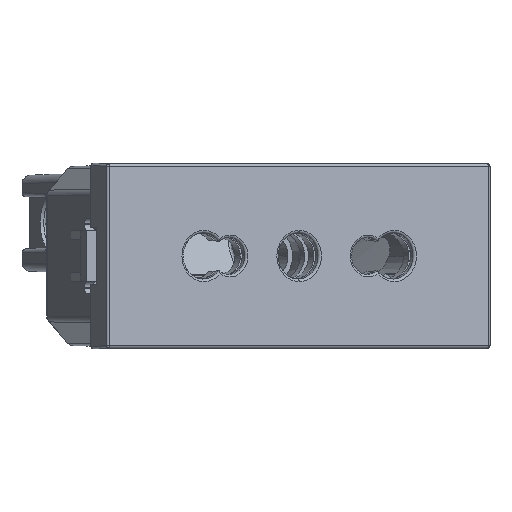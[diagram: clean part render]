
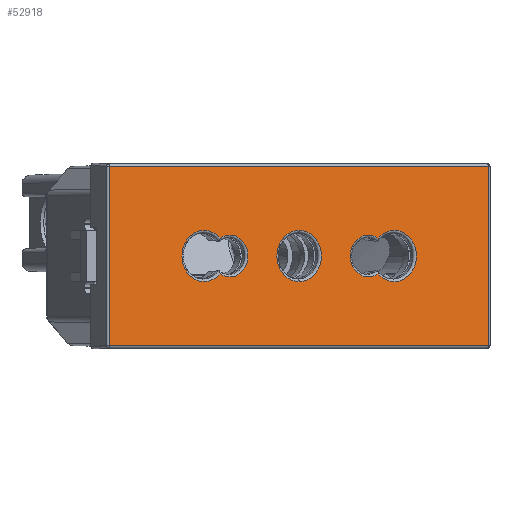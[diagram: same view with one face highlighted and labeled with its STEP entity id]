
A CAD part, front view. The second image highlights one B-rep face of the part: STEP entity #52918.
In plain terms, the highlighted face is planar.
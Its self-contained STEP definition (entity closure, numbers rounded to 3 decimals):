
#51235=CARTESIAN_POINT('',(0.,13.,1.6));
#51236=DIRECTION('',(0.,0.,-1.));
#51237=DIRECTION('',(-0.697,-0.717,0.));
#51238=AXIS2_PLACEMENT_3D('',#51235,#51236,#51237);
#51247=CARTESIAN_POINT('',(2.127,10.814,1.6));
#51254=CARTESIAN_POINT('',(0.,0.,1.6));
#51255=DIRECTION('',(0.,0.,-1.));
#51256=DIRECTION('',(1.,0.,0.));
#51257=AXIS2_PLACEMENT_3D('',#51254,#51255,#51256);
#51259=CARTESIAN_POINT('',(0.,0.,1.6));
#51260=DIRECTION('',(0.,0.,-1.));
#51261=DIRECTION('',(-1.,0.,0.));
#51262=AXIS2_PLACEMENT_3D('',#51259,#51260,#51261);
#51264=DIRECTION('',(0.,-1.,0.));
#51265=VECTOR('',#51264,51.916);
#51266=CARTESIAN_POINT('',(-10.678,25.958,1.6));
#51267=LINE('',#51266,#51265);
#51291=DIRECTION('',(-1.,0.,0.));
#51292=VECTOR('',#51291,21.356);
#51293=CARTESIAN_POINT('',(10.678,25.958,1.6));
#51294=LINE('',#51293,#51292);
#51642=DIRECTION('',(1.,0.,0.));
#51643=VECTOR('',#51642,21.356);
#51644=CARTESIAN_POINT('',(-10.678,-25.958,1.6));
#51645=LINE('',#51644,#51643);
#51669=DIRECTION('',(0.,1.,0.));
#51670=VECTOR('',#51669,51.916);
#51671=CARTESIAN_POINT('',(10.678,-25.958,1.6));
#51672=LINE('',#51671,#51670);
#51712=CARTESIAN_POINT('',(0.,9.5,1.6));
#51713=DIRECTION('',(0.,0.,-1.));
#51714=DIRECTION('',(0.851,0.526,0.));
#51715=AXIS2_PLACEMENT_3D('',#51712,#51713,#51714);
#51724=CARTESIAN_POINT('',(-2.127,10.814,1.6));
#51777=CARTESIAN_POINT('',(0.,-9.5,1.6));
#51778=DIRECTION('',(0.,0.,-1.));
#51779=DIRECTION('',(-0.851,-0.526,0.));
#51780=AXIS2_PLACEMENT_3D('',#51777,#51778,#51779);
#51789=CARTESIAN_POINT('',(2.127,-10.814,1.6));
#51796=CARTESIAN_POINT('',(0.,-13.,1.6));
#51797=DIRECTION('',(0.,0.,-1.));
#51798=DIRECTION('',(0.697,0.717,0.));
#51799=AXIS2_PLACEMENT_3D('',#51796,#51797,#51798);
#51808=CARTESIAN_POINT('',(-2.127,-10.814,1.6));
#52105=CARTESIAN_POINT('',(-10.678,25.958,1.6));
#52106=CARTESIAN_POINT('',(-10.678,-25.958,1.6));
#52107=VERTEX_POINT('',#52105);
#52108=VERTEX_POINT('',#52106);
#52109=CARTESIAN_POINT('',(10.678,25.958,1.6));
#52110=VERTEX_POINT('',#52109);
#52111=CARTESIAN_POINT('',(10.678,-25.958,1.6));
#52112=VERTEX_POINT('',#52111);
#52181=CARTESIAN_POINT('',(3.05,0.,1.6));
#52182=CARTESIAN_POINT('',(-3.05,0.,1.6));
#52183=VERTEX_POINT('',#52181);
#52184=VERTEX_POINT('',#52182);
#52190=VERTEX_POINT('',#51724);
#52192=VERTEX_POINT('',#51247);
#52194=VERTEX_POINT('',#51789);
#52196=VERTEX_POINT('',#51808);
#52886=CARTESIAN_POINT('',(0.,0.,1.6));
#52887=DIRECTION('',(0.,0.,1.));
#52888=DIRECTION('',(1.,0.,0.));
#52889=AXIS2_PLACEMENT_3D('',#52886,#52887,#52888);
#52890=PLANE('',#52889);
#52892=ORIENTED_EDGE('',*,*,#52891,.F.);
#52894=ORIENTED_EDGE('',*,*,#52893,.F.);
#52896=ORIENTED_EDGE('',*,*,#52895,.F.);
#52898=ORIENTED_EDGE('',*,*,#52897,.F.);
#52899=EDGE_LOOP('',(#52892,#52894,#52896,#52898));
#52900=FACE_OUTER_BOUND('',#52899,.F.);
#52901=ORIENTED_EDGE('',*,*,#52876,.F.);
#52903=ORIENTED_EDGE('',*,*,#52902,.F.);
#52904=EDGE_LOOP('',(#52901,#52903));
#52905=FACE_BOUND('',#52904,.F.);
#52907=ORIENTED_EDGE('',*,*,#52906,.F.);
#52909=ORIENTED_EDGE('',*,*,#52908,.F.);
#52910=EDGE_LOOP('',(#52907,#52909));
#52911=FACE_BOUND('',#52910,.F.);
#52913=ORIENTED_EDGE('',*,*,#52912,.F.);
#52915=ORIENTED_EDGE('',*,*,#52914,.F.);
#52916=EDGE_LOOP('',(#52913,#52915));
#52917=FACE_BOUND('',#52916,.F.);
#52918=ADVANCED_FACE('',(#52900,#52905,#52911,#52917),#52890,.T.);
#51239=CIRCLE('',#51238,3.05);
#51258=CIRCLE('',#51257,3.05);
#51263=CIRCLE('',#51262,3.05);
#51716=CIRCLE('',#51715,2.5);
#51781=CIRCLE('',#51780,2.5);
#51800=CIRCLE('',#51799,3.05);
#52876=EDGE_CURVE('',#52190,#52192,#51239,.T.);
#52891=EDGE_CURVE('',#52107,#52108,#51267,.T.);
#52893=EDGE_CURVE('',#52110,#52107,#51294,.T.);
#52895=EDGE_CURVE('',#52112,#52110,#51672,.T.);
#52897=EDGE_CURVE('',#52108,#52112,#51645,.T.);
#52902=EDGE_CURVE('',#52192,#52190,#51716,.T.);
#52906=EDGE_CURVE('',#52183,#52184,#51258,.T.);
#52908=EDGE_CURVE('',#52184,#52183,#51263,.T.);
#52912=EDGE_CURVE('',#52196,#52194,#51781,.T.);
#52914=EDGE_CURVE('',#52194,#52196,#51800,.T.);
